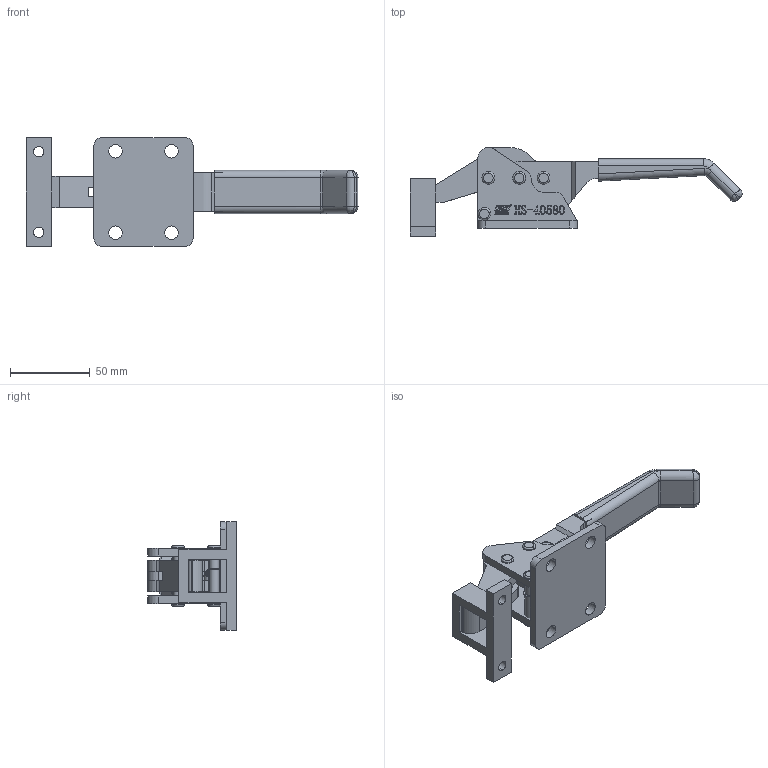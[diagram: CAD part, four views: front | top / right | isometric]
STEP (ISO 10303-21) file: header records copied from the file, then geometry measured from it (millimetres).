
FILE_DESCRIPTION (( 'STEP AP203' ), '1' );
FILE_NAME ('HS-40580 .STEP', '2019-10-07T06:06:07', ( '微软用户' ), ( '微软中国' ), 'SwSTEP 2.0', 'SolidWorks 2012', '' );
FILE_SCHEMA (( 'CONFIG_CONTROL_DESIGN' ));
Length unit declared in the file: millimetre
Products named in the file (11): HS-40580 ; 种2; 种1; 忒梟; 忒參; 蟀裝; 縐諶; 境像; 粟銅像; 粟銅1; 菁釱
Assembly tree (14 placements, depth 2):
  HS-40580 
    菁釱
    粟銅1
    粟銅像  x2
    境像
    縐諶
    蟀裝
    忒參
    忒梟
    种1  x3
    种2  x2
Bounding box: 207.7 x 55.5 x 68 mm (x, y, z)
Volume: 125034.4 mm3; surface area: 54180.3 mm2
Topology: 14 solids, 14 shells, 639 faces, 1664 edges, 1090 vertices
Faces by surface type: plane 289, cylinder 176, bspline 142, torus 32
Entity records: 28013 total; most frequent: CARTESIAN_POINT 12678, ORIENTED_EDGE 3120, DIRECTION 2532, EDGE_CURVE 1560, VERTEX_POINT 1028, LINE 944, VECTOR 944, AXIS2_PLACEMENT_3D 794
